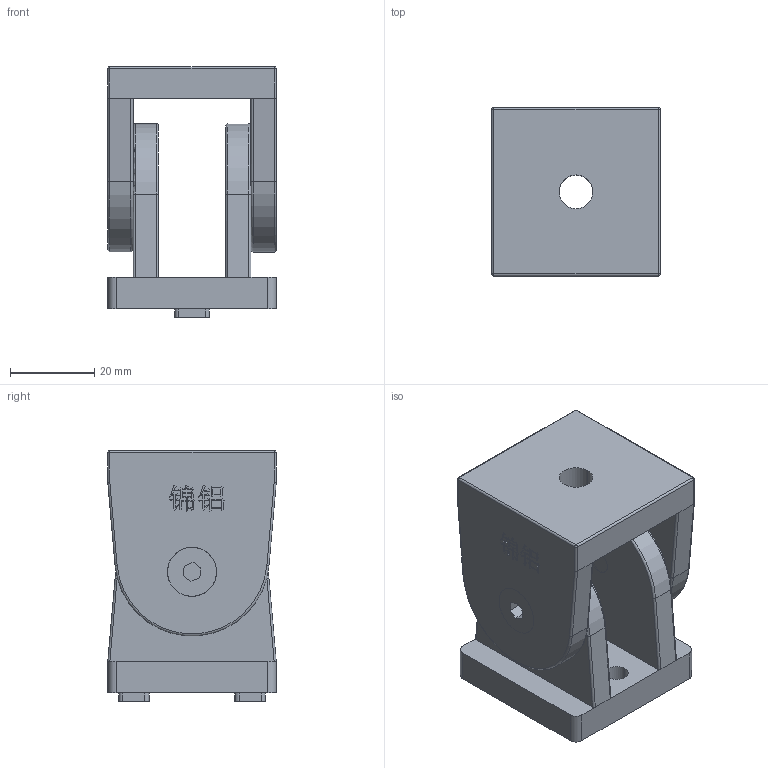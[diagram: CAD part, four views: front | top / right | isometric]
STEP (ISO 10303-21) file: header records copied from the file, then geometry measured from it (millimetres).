
FILE_DESCRIPTION (( 'STEP AP214' ), '1' );
FILE_NAME ('40活动铰链B款.STEP', '2019-07-26T00:42:55', ( '微软用户' ), ( '微软中国' ), 'SwSTEP 2.0', 'SolidWorks 2015', '' );
FILE_SCHEMA (( 'AUTOMOTIVE_DESIGN' ));
Length unit declared in the file: millimetre
Products named in the file (4): M6 pingji; 4040 wai; 4040 nei; 40魂雄蝓蟈B遴
Assembly tree (4 placements, depth 2):
  40魂雄蝓蟈B遴
    4040 nei
    4040 wai
    M6 pingji  x2
Bounding box: 40 x 40 x 59.5 mm (x, y, z)
Volume: 52320.5 mm3; surface area: 21564 mm2
Topology: 4 solids, 4 shells, 424 faces, 1162 edges, 755 vertices
Faces by surface type: plane 186, cylinder 177, bspline 36, torus 13, cone 8, sphere 4
Entity records: 17874 total; most frequent: CARTESIAN_POINT 8884, ORIENTED_EDGE 2036, DIRECTION 1524, EDGE_CURVE 1018, VERTEX_POINT 661, VECTOR 562, LINE 562, AXIS2_PLACEMENT_3D 481
